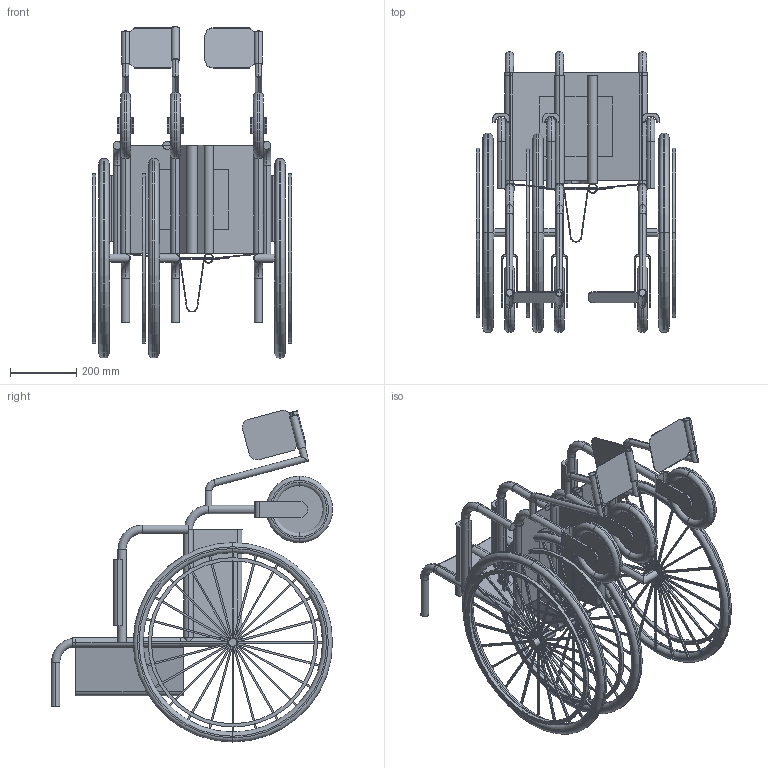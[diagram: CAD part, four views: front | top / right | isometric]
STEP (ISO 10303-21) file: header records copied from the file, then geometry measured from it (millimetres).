
FILE_DESCRIPTION (( 'STEP AP214' ), '1' );
FILE_NAME ('Silla de Ruedas Esquemática.STEP', '2022-03-16T12:13:10', ( '' ), ( '' ), 'SwSTEP 2.0', 'SolidWorks 2021', '' );
FILE_SCHEMA (( 'AUTOMOTIVE_DESIGN' ));
Length unit declared in the file: millimetre
Products named in the file (7): Silla de Ruedas Esquemática.STEP; Copia de _RespaldoAsiento^Silla de Ruedas Esquem_tica_Desplegado.STEP; Copia de _Silla Esquem_tica^Silla de Ruedas Esquem_tica.STEP; Silla de Ruedas Esquemática; Copia de Simetr_a_Silla Esquem_tica^Silla de Ruedas Esquem_tica.STEP; Copia de _RespaldoAsiento^Silla de Ruedas Esquem_tica_Plegado.STEP; Copia de _Pedana^Silla de Ruedas Esquem_tica.STEP
Assembly tree (11 placements, depth 3):
  Silla de Ruedas Esquemática
    Silla de Ruedas Esquemática.STEP
      Copia de _Silla Esquem_tica^Silla de Ruedas Esquem_tica.STEP  x2
      Copia de _RespaldoAsiento^Silla de Ruedas Esquem_tica_Desplegado.STEP  x2
      Copia de Simetr_a_Silla Esquem_tica^Silla de Ruedas Esquem_tica.STEP
      Copia de _RespaldoAsiento^Silla de Ruedas Esquem_tica_Plegado.STEP  x2
      Copia de _Pedana^Silla de Ruedas Esquem_tica.STEP  x3
Bounding box: 600 x 845.83 x 999.28 mm (x, y, z)
Volume: 12577703.2 mm3; surface area: 3860208.5 mm2
Topology: 108 solids, 108 shells, 846 faces, 1779 edges, 1152 vertices
Faces by surface type: plane 573, cylinder 201, torus 72
Entity records: 15119 total; most frequent: DIRECTION 2510, CARTESIAN_POINT 2450, ORIENTED_EDGE 2240, EDGE_CURVE 1120, AXIS2_PLACEMENT_3D 856, VECTOR 798, LINE 798, VERTEX_POINT 724
